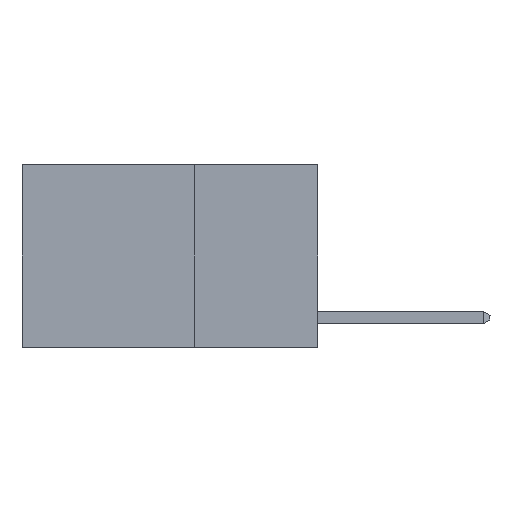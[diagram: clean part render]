
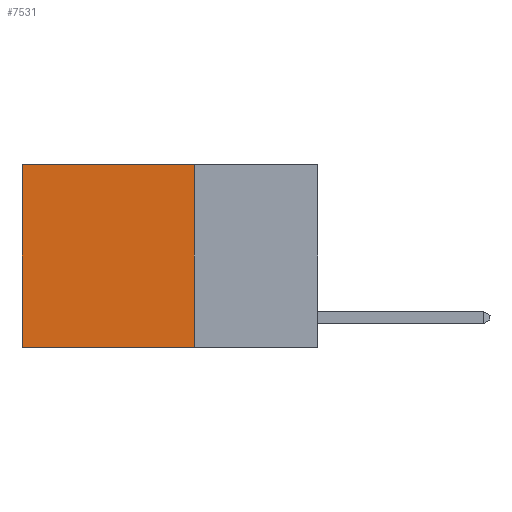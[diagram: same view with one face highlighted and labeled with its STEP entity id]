
A CAD part, left-side view. The second image highlights one B-rep face of the part: STEP entity #7531.
In plain terms, the highlighted planar face has unit normal (-1, 0, 0).
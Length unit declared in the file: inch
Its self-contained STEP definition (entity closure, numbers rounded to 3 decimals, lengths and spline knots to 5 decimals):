
#374 = FACE_OUTER_BOUND ( 'NONE', #1936, .T. ) ;
#483 = LINE ( 'NONE', #1221, #7093 ) ;
#708 = VERTEX_POINT ( 'NONE', #2211 ) ;
#1011 = VECTOR ( 'NONE', #5020, 39.37008 ) ;
#1221 = CARTESIAN_POINT ( 'NONE',  ( 0.2625, 0.6, 0. ) ) ;
#1852 = LINE ( 'NONE', #4813, #3026 ) ;
#1936 = EDGE_LOOP ( 'NONE', ( #4707, #8828, #3718, #2039 ) ) ;
#1976 = EDGE_CURVE ( 'NONE', #9338, #5970, #483, .T. ) ;
#2039 = ORIENTED_EDGE ( 'NONE', *, *, #8476, .T. ) ;
#2211 = CARTESIAN_POINT ( 'NONE',  ( 0.2625, 0.25, 0. ) ) ;
#3026 = VECTOR ( 'NONE', #9747, 39.37008 ) ;
#3030 = AXIS2_PLACEMENT_3D ( 'NONE', #4501, #3651, #9350 ) ;
#3471 = LINE ( 'NONE', #4682, #10240 ) ;
#3651 = DIRECTION ( 'NONE',  ( 1., 0., 0. ) ) ;
#3711 = LINE ( 'NONE', #4991, #1011 ) ;
#3718 = ORIENTED_EDGE ( 'NONE', *, *, #7701, .F. ) ;
#4027 = EDGE_CURVE ( 'NONE', #9772, #5970, #1852, .T. ) ;
#4113 = CARTESIAN_POINT ( 'NONE',  ( 0.2625, 0.6, -0.37 ) ) ;
#4273 = CARTESIAN_POINT ( 'NONE',  ( 0.2625, 0.25, -0.37 ) ) ;
#4501 = CARTESIAN_POINT ( 'NONE',  ( 0.2625, 0.25, 0. ) ) ;
#4682 = CARTESIAN_POINT ( 'NONE',  ( 0.2625, 0.25, 0. ) ) ;
#4707 = ORIENTED_EDGE ( 'NONE', *, *, #1976, .T. ) ;
#4813 = CARTESIAN_POINT ( 'NONE',  ( 0.2625, 0.25, -0.37 ) ) ;
#4991 = CARTESIAN_POINT ( 'NONE',  ( 0.2625, 0.25, 0. ) ) ;
#5020 = DIRECTION ( 'NONE',  ( 0., 1., 0. ) ) ;
#5366 = CARTESIAN_POINT ( 'NONE',  ( 0.2625, 0.6, 0. ) ) ;
#5474 = DIRECTION ( 'NONE',  ( 0., 0., -1. ) ) ;
#5970 = VERTEX_POINT ( 'NONE', #4113 ) ;
#7093 = VECTOR ( 'NONE', #9545, 39.37008 ) ;
#7531 = ADVANCED_FACE ( 'NONE', ( #374 ), #8621, .F. ) ;
#7701 = EDGE_CURVE ( 'NONE', #708, #9772, #3471, .T. ) ;
#8476 = EDGE_CURVE ( 'NONE', #708, #9338, #3711, .T. ) ;
#8621 = PLANE ( 'NONE',  #3030 ) ;
#8828 = ORIENTED_EDGE ( 'NONE', *, *, #4027, .F. ) ;
#9338 = VERTEX_POINT ( 'NONE', #5366 ) ;
#9350 = DIRECTION ( 'NONE',  ( 0., 0., -1. ) ) ;
#9545 = DIRECTION ( 'NONE',  ( 0., 0., -1. ) ) ;
#9747 = DIRECTION ( 'NONE',  ( 0., 1., 0. ) ) ;
#9772 = VERTEX_POINT ( 'NONE', #4273 ) ;
#10240 = VECTOR ( 'NONE', #5474, 39.37008 ) ;
